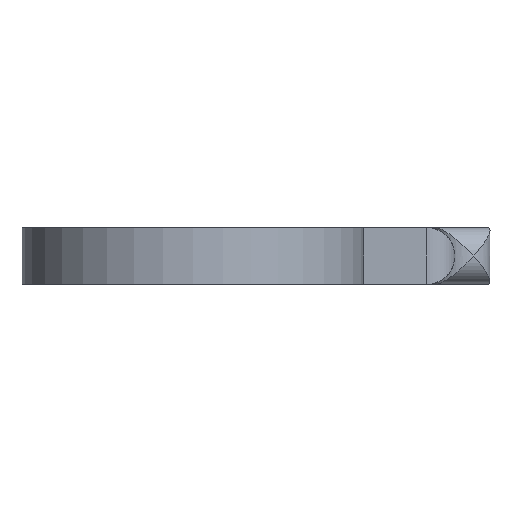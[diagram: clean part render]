
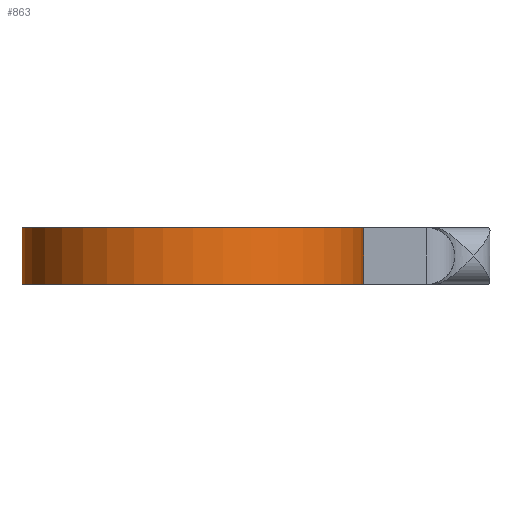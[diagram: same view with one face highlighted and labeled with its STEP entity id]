
A CAD part, front view. The second image highlights one B-rep face of the part: STEP entity #863.
In plain terms, the highlighted cylindrical face has radius 15 mm (diameter 30 mm), a partial arc.
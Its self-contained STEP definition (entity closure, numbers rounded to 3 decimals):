
#21 = AXIS2_PLACEMENT_3D ( 'NONE', #597, #893, #125 ) ;
#71 = CARTESIAN_POINT ( 'NONE',  ( -15., -12., 5. ) ) ;
#75 = CARTESIAN_POINT ( 'NONE',  ( 0., -12., 5. ) ) ;
#85 = VERTEX_POINT ( 'NONE', #538 ) ;
#125 = DIRECTION ( 'NONE',  ( -1., 0., 0. ) ) ;
#192 = AXIS2_PLACEMENT_3D ( 'NONE', #71, #526, #375 ) ;
#267 = ORIENTED_EDGE ( 'NONE', *, *, #624, .T. ) ;
#268 = EDGE_CURVE ( 'NONE', #954, #920, #881, .T. ) ;
#273 = VERTEX_POINT ( 'NONE', #282 ) ;
#282 = CARTESIAN_POINT ( 'NONE',  ( 0., -12., 0. ) ) ;
#284 = CARTESIAN_POINT ( 'NONE',  ( -30., -12., 0. ) ) ;
#297 = CARTESIAN_POINT ( 'NONE',  ( -15., -12., 0. ) ) ;
#344 = CARTESIAN_POINT ( 'NONE',  ( -30., -12., 5. ) ) ;
#375 = DIRECTION ( 'NONE',  ( 1., 0., 0. ) ) ;
#431 = EDGE_CURVE ( 'NONE', #954, #85, #979, .T. ) ;
#433 = CYLINDRICAL_SURFACE ( 'NONE', #21, 15. ) ;
#463 = AXIS2_PLACEMENT_3D ( 'NONE', #297, #765, #983 ) ;
#498 = DIRECTION ( 'NONE',  ( 0., 0., -1. ) ) ;
#526 = DIRECTION ( 'NONE',  ( 0., 0., 1. ) ) ;
#535 = CARTESIAN_POINT ( 'NONE',  ( -30., -12., 5. ) ) ;
#538 = CARTESIAN_POINT ( 'NONE',  ( 0., -12., 5. ) ) ;
#597 = CARTESIAN_POINT ( 'NONE',  ( -15., -12., 5. ) ) ;
#608 = LINE ( 'NONE', #75, #725 ) ;
#624 = EDGE_CURVE ( 'NONE', #920, #273, #896, .T. ) ;
#655 = EDGE_CURVE ( 'NONE', #85, #273, #608, .T. ) ;
#694 = DIRECTION ( 'NONE',  ( 0., 0., -1. ) ) ;
#709 = ORIENTED_EDGE ( 'NONE', *, *, #268, .T. ) ;
#721 = ORIENTED_EDGE ( 'NONE', *, *, #655, .F. ) ;
#725 = VECTOR ( 'NONE', #694, 1000. ) ;
#765 = DIRECTION ( 'NONE',  ( 0., 0., 1. ) ) ;
#805 = ORIENTED_EDGE ( 'NONE', *, *, #431, .F. ) ;
#861 = VECTOR ( 'NONE', #498, 1000. ) ;
#863 = ADVANCED_FACE ( 'NONE', ( #966 ), #433, .T. ) ;
#881 = LINE ( 'NONE', #344, #861 ) ;
#882 = EDGE_LOOP ( 'NONE', ( #267, #721, #805, #709 ) ) ;
#893 = DIRECTION ( 'NONE',  ( 0., 0., -1. ) ) ;
#896 = CIRCLE ( 'NONE', #463, 15. ) ;
#920 = VERTEX_POINT ( 'NONE', #284 ) ;
#954 = VERTEX_POINT ( 'NONE', #535 ) ;
#966 = FACE_OUTER_BOUND ( 'NONE', #882, .T. ) ;
#979 = CIRCLE ( 'NONE', #192, 15. ) ;
#983 = DIRECTION ( 'NONE',  ( 1., 0., 0. ) ) ;
